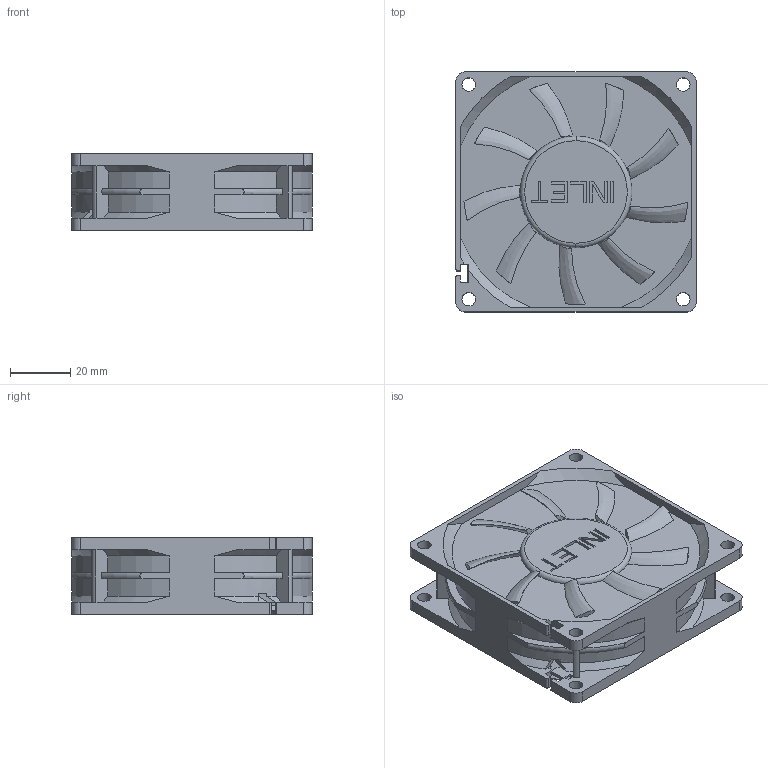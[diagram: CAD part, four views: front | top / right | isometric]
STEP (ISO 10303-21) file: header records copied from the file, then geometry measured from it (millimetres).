
FILE_DESCRIPTION((''),'2;1');
FILE_NAME('FFB0812SH','2015-11-23T',('DURANT.QIAN'),(''),'PRO/ENGINEER BY PARAMETRIC TECHNOLOGY CORPORATION, 2015280','PRO/ENGINEER BY PARAMETRIC TECHNOLOGY CORPORATION, 2015280','');
FILE_SCHEMA(('CONFIG_CONTROL_DESIGN'));
Length unit declared in the file: millimetre
Products named in the file (1): FFB0812SH
Bounding box: 80 x 80 x 25.4 mm (x, y, z)
Volume: 124153.3 mm3; surface area: 27448.9 mm2
Topology: 1 solids, 1 shells, 493 faces, 1391 edges, 923 vertices
Faces by surface type: plane 269, cylinder 109, bspline 65, cone 39, torus 10, revolution 1
Entity records: 25621 total; most frequent: CARTESIAN_POINT 13318, ORIENTED_EDGE 2782, DIRECTION 2224, EDGE_CURVE 1391, VERTEX_POINT 923, VECTOR 775, LINE 775, AXIS2_PLACEMENT_3D 724
